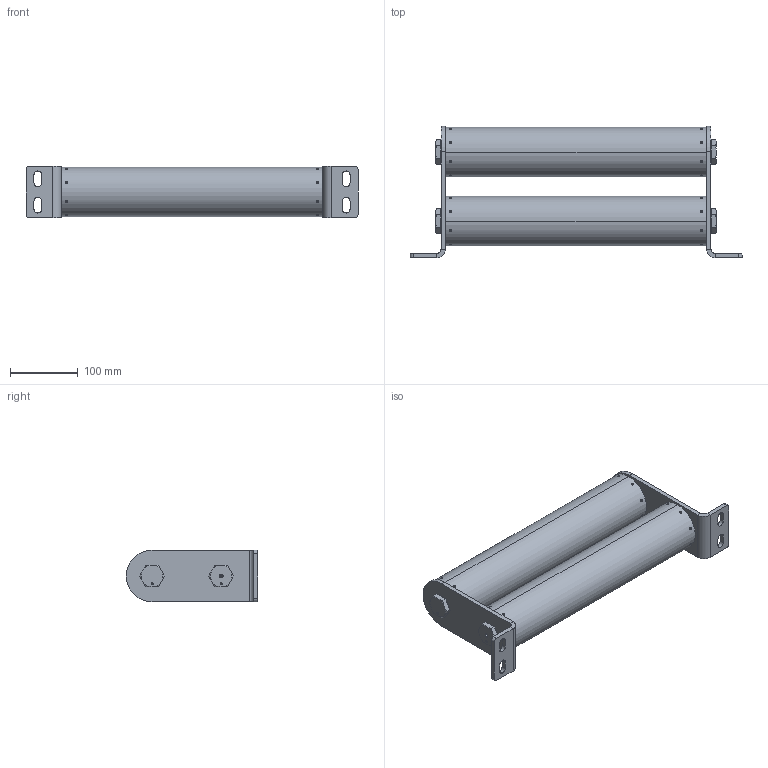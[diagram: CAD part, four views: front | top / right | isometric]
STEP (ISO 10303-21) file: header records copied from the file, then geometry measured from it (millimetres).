
FILE_DESCRIPTION (( 'STEP AP214' ), '1' );
FILE_NAME ('700666.STEP', '2023-11-14T13:37:21', ( '' ), ( '' ), 'SwSTEP 2.0', 'SolidWorks 2021', '' );
FILE_SCHEMA (( 'AUTOMOTIVE_DESIGN' ));
Length unit declared in the file: inch
Products named in the file (1): 700666
Bounding box: 488.65 x 193.8 x 76.2 mm (x, y, z)
Volume: 984443.9 mm3; surface area: 495388.1 mm2
Topology: 59 solids, 59 shells, 4053 faces, 11498 edges, 7659 vertices
Faces by surface type: cylinder 1776, plane 1029, sphere 646, bspline 384, cone 216, torus 2
Entity records: 233185 total; most frequent: CARTESIAN_POINT 83753, ORIENTED_EDGE 23010, DIRECTION 16462, EDGE_CURVE 11505, VERTEX_POINT 7717, AXIS2_PLACEMENT_3D 6670, B_SPLINE_CURVE_WITH_KNOTS 4615, EDGE_LOOP 4346
